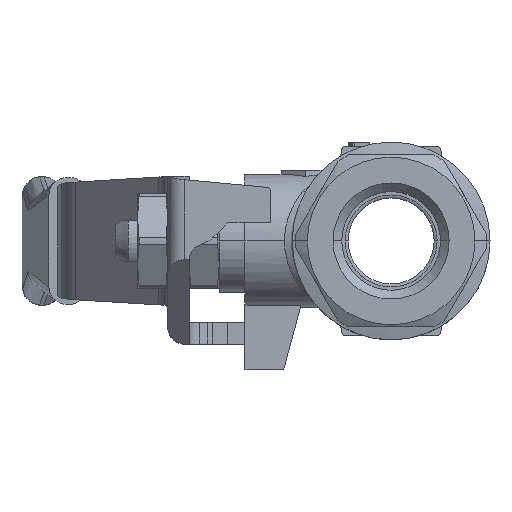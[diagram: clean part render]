
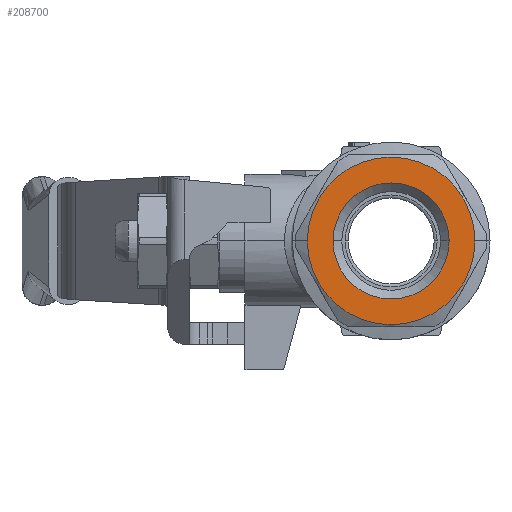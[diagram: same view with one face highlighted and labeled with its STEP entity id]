
A CAD part, left-side view. The second image highlights one B-rep face of the part: STEP entity #208700.
In plain terms, the highlighted face is planar.
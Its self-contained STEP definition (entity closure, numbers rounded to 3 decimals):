
#136910=CARTESIAN_POINT('',(27.5,9.75,0.));
#136920=VERTEX_POINT('',#136910);
#136950=CARTESIAN_POINT('',(27.5,0.,0.));
#136960=DIRECTION('',(-1.,0.,0.));
#136970=DIRECTION('',(0.,-1.,0.));
#136980=AXIS2_PLACEMENT_3D('',#136950,#136960,#136970);
#136990=CIRCLE('',#136980,9.75);
#137000=CARTESIAN_POINT('',(27.5,-9.75,0.));
#137010=VERTEX_POINT('',#137000);
#137020=EDGE_CURVE('',#137010,#136920,#136990,.T.);
#202310=CARTESIAN_POINT('',(27.5,6.75,0.));
#202320=VERTEX_POINT('',#202310);
#202350=CARTESIAN_POINT('',(27.5,0.,0.));
#202360=DIRECTION('',(1.,0.,0.));
#202370=DIRECTION('',(0.,1.,0.));
#202380=AXIS2_PLACEMENT_3D('',#202350,#202360,#202370);
#202390=CIRCLE('',#202380,6.75);
#202400=CARTESIAN_POINT('',(27.5,-6.75,0.));
#202410=VERTEX_POINT('',#202400);
#202420=EDGE_CURVE('',#202410,#202320,#202390,.T.);
#208550=CARTESIAN_POINT('',(27.5,-8.375,0.));
#208560=DIRECTION('',(1.,-0.,0.));
#208570=DIRECTION('',(0.,1.,0.));
#208580=AXIS2_PLACEMENT_3D('',#208550,#208560,#208570);
#208590=PLANE('',#208580);
#208600=ORIENTED_EDGE('',*,*,#137020,.F.);
#208610=EDGE_CURVE('',#136920,#137010,#136990,.T.);
#208620=ORIENTED_EDGE('',*,*,#208610,.F.);
#208630=EDGE_LOOP('',(#208620,#208600));
#208640=FACE_OUTER_BOUND('',#208630,.T.);
#208650=EDGE_CURVE('',#202320,#202410,#202390,.T.);
#208660=ORIENTED_EDGE('',*,*,#208650,.F.);
#208670=ORIENTED_EDGE('',*,*,#202420,.F.);
#208680=EDGE_LOOP('',(#208670,#208660));
#208690=FACE_BOUND('',#208680,.T.);
#208700=ADVANCED_FACE('',(#208640,#208690),#208590,.T.);
